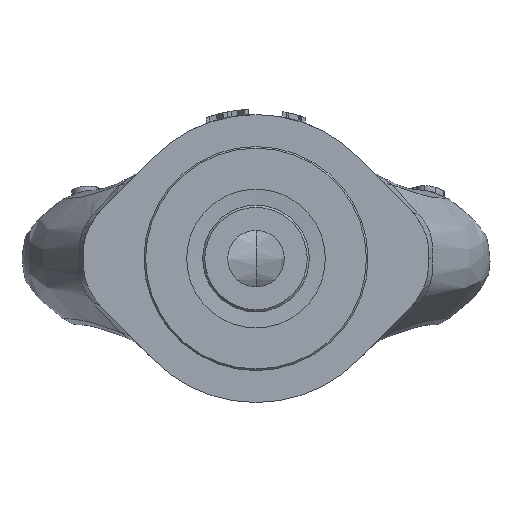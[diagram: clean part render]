
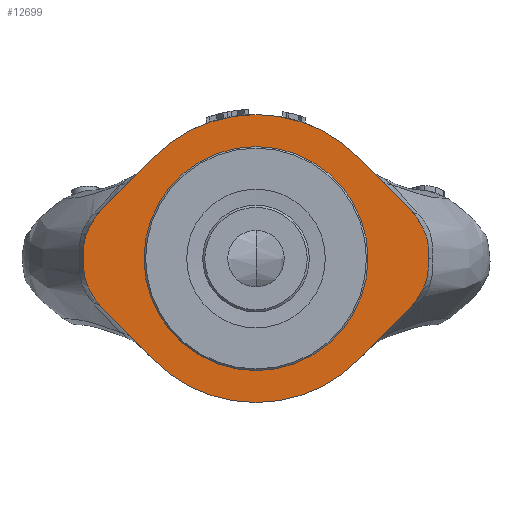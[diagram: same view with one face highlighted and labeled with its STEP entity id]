
A CAD part, front view. The second image highlights one B-rep face of the part: STEP entity #12699.
In plain terms, the highlighted face is planar.
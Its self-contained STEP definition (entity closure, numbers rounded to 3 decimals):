
#358=LINE('',#30824,#1335);
#361=LINE('',#31064,#1338);
#366=LINE('',#31800,#1343);
#369=LINE('',#32059,#1346);
#1335=VECTOR('',#15020,10.);
#1338=VECTOR('',#15031,10.);
#1343=VECTOR('',#15068,10.);
#1346=VECTOR('',#15083,10.);
#2179=PLANE('',#13607);
#2440=FACE_BOUND('',#3611,.T.);
#2850=FACE_OUTER_BOUND('',#3610,.T.);
#3610=EDGE_LOOP('',(#10020,#10021,#10022,#10023,#10024,#10025,#10026,#10027,
#10028,#10029,#10030,#10031,#10032,#10033));
#3611=EDGE_LOOP('',(#10034));
#4494=B_SPLINE_CURVE_WITH_KNOTS('',3,(#30951,#30952,#30953,#30954,#30955,
#30956,#30957,#30958),.UNSPECIFIED.,.F.,.F.,(4,2,2,4),(0.231,
0.314,0.381,0.537),.UNSPECIFIED.);
#4497=B_SPLINE_CURVE_WITH_KNOTS('',3,(#31125,#31126,#31127,#31128,#31129,
#31130,#31131,#31132,#31133,#31134),.UNSPECIFIED.,.F.,.F.,(4,2,2,2,4),(0.,
0.394,0.733,0.822,0.919),
 .UNSPECIFIED.);
#4502=B_SPLINE_CURVE_WITH_KNOTS('',3,(#31940,#31941,#31942,#31943,#31944,
#31945,#31946,#31947),.UNSPECIFIED.,.F.,.F.,(4,2,2,4),(0.231,
0.314,0.381,0.537),.UNSPECIFIED.);
#4507=B_SPLINE_CURVE_WITH_KNOTS('',3,(#32125,#32126,#32127,#32128,#32129,
#32130,#32131,#32132,#32133,#32134),.UNSPECIFIED.,.F.,.F.,(4,2,2,2,4),(0.,
0.394,0.733,0.822,0.919),
 .UNSPECIFIED.);
#4903=CIRCLE('',#13535,21.);
#4933=CIRCLE('',#13579,10.25);
#4935=CIRCLE('',#13582,10.25);
#4942=CIRCLE('',#13595,27.);
#4945=CIRCLE('',#13601,10.25);
#4947=CIRCLE('',#13604,10.25);
#4948=CIRCLE('',#13606,27.);
#5533=VERTEX_POINT('',#26045);
#5568=VERTEX_POINT('',#30821);
#5569=VERTEX_POINT('',#30823);
#5570=VERTEX_POINT('',#30942);
#5572=VERTEX_POINT('',#30946);
#5574=VERTEX_POINT('',#31061);
#5575=VERTEX_POINT('',#31063);
#5576=VERTEX_POINT('',#31124);
#5581=VERTEX_POINT('',#31797);
#5582=VERTEX_POINT('',#31799);
#5584=VERTEX_POINT('',#31937);
#5585=VERTEX_POINT('',#31939);
#5588=VERTEX_POINT('',#32056);
#5589=VERTEX_POINT('',#32058);
#5590=VERTEX_POINT('',#32120);
#7079=EDGE_CURVE('',#5533,#5533,#4903,.T.);
#7138=EDGE_CURVE('',#5568,#5569,#358,.T.);
#7143=EDGE_CURVE('',#5572,#5570,#4494,.F.);
#7148=EDGE_CURVE('',#5574,#5575,#361,.T.);
#7150=EDGE_CURVE('',#5575,#5572,#4933,.T.);
#7151=EDGE_CURVE('',#5576,#5570,#4497,.T.);
#7154=EDGE_CURVE('',#5576,#5568,#4935,.T.);
#7166=EDGE_CURVE('',#5582,#5581,#366,.T.);
#7169=EDGE_CURVE('',#5569,#5581,#4942,.T.);
#7171=EDGE_CURVE('',#5585,#5584,#4502,.F.);
#7178=EDGE_CURVE('',#5589,#5588,#369,.T.);
#7180=EDGE_CURVE('',#5588,#5585,#4945,.T.);
#7183=EDGE_CURVE('',#5590,#5584,#4507,.T.);
#7184=EDGE_CURVE('',#5590,#5582,#4947,.T.);
#7185=EDGE_CURVE('',#5574,#5589,#4948,.T.);
#10020=ORIENTED_EDGE('',*,*,#7185,.T.);
#10021=ORIENTED_EDGE('',*,*,#7178,.T.);
#10022=ORIENTED_EDGE('',*,*,#7180,.T.);
#10023=ORIENTED_EDGE('',*,*,#7171,.T.);
#10024=ORIENTED_EDGE('',*,*,#7183,.F.);
#10025=ORIENTED_EDGE('',*,*,#7184,.T.);
#10026=ORIENTED_EDGE('',*,*,#7166,.T.);
#10027=ORIENTED_EDGE('',*,*,#7169,.F.);
#10028=ORIENTED_EDGE('',*,*,#7138,.F.);
#10029=ORIENTED_EDGE('',*,*,#7154,.F.);
#10030=ORIENTED_EDGE('',*,*,#7151,.T.);
#10031=ORIENTED_EDGE('',*,*,#7143,.F.);
#10032=ORIENTED_EDGE('',*,*,#7150,.F.);
#10033=ORIENTED_EDGE('',*,*,#7148,.F.);
#10034=ORIENTED_EDGE('',*,*,#7079,.T.);
#12699=ADVANCED_FACE('',(#2850,#2440),#2179,.F.);
#13535=AXIS2_PLACEMENT_3D('',#26046,#14935,#14936);
#13579=AXIS2_PLACEMENT_3D('',#31067,#15035,#15036);
#13582=AXIS2_PLACEMENT_3D('',#31709,#15041,#15042);
#13595=AXIS2_PLACEMENT_3D('',#31820,#15072,#15073);
#13601=AXIS2_PLACEMENT_3D('',#32062,#15087,#15088);
#13604=AXIS2_PLACEMENT_3D('',#32200,#15093,#15094);
#13606=AXIS2_PLACEMENT_3D('',#32202,#15097,#15098);
#13607=AXIS2_PLACEMENT_3D('',#32203,#15099,#15100);
#14935=DIRECTION('center_axis',(0.,0.,1.));
#14936=DIRECTION('ref_axis',(1.,0.,0.));
#15020=DIRECTION('',(0.7,-0.714,0.));
#15031=DIRECTION('',(-0.7,-0.714,0.));
#15035=DIRECTION('center_axis',(0.,0.,1.));
#15036=DIRECTION('ref_axis',(1.,0.,0.));
#15041=DIRECTION('center_axis',(0.,0.,1.));
#15042=DIRECTION('ref_axis',(0.714,0.7,0.));
#15068=DIRECTION('',(-0.7,-0.714,0.));
#15072=DIRECTION('center_axis',(0.,0.,1.));
#15073=DIRECTION('ref_axis',(-0.714,0.7,0.));
#15083=DIRECTION('',(0.7,-0.714,0.));
#15087=DIRECTION('center_axis',(0.,0.,-1.));
#15088=DIRECTION('ref_axis',(-1.,0.,0.));
#15093=DIRECTION('center_axis',(0.,0.,-1.));
#15094=DIRECTION('ref_axis',(-0.714,0.7,0.));
#15097=DIRECTION('center_axis',(0.,0.,-1.));
#15098=DIRECTION('ref_axis',(-0.714,-0.7,0.));
#15099=DIRECTION('center_axis',(0.,0.,1.));
#15100=DIRECTION('ref_axis',(1.,0.,0.));
#26045=CARTESIAN_POINT('',(-21.,0.,0.));
#26046=CARTESIAN_POINT('Origin',(0.,0.,0.));
#30821=CARTESIAN_POINT('',(-29.066,-8.929,0.));
#30823=CARTESIAN_POINT('',(-19.272,-18.91,0.));
#30824=CARTESIAN_POINT('',(-29.066,-8.929,0.));
#30942=CARTESIAN_POINT('',(-32.253,0.,0.));
#30946=CARTESIAN_POINT('',(-30.247,7.483,0.));
#30951=CARTESIAN_POINT('Ctrl Pts',(-32.253,0.,
0.));
#30952=CARTESIAN_POINT('Ctrl Pts',(-32.353,1.812,0.));
#30953=CARTESIAN_POINT('Ctrl Pts',(-32.29,2.536,0.));
#30954=CARTESIAN_POINT('Ctrl Pts',(-32.1,3.598,0.));
#30955=CARTESIAN_POINT('Ctrl Pts',(-31.972,4.065,0.));
#30956=CARTESIAN_POINT('Ctrl Pts',(-31.43,5.574,0.));
#30957=CARTESIAN_POINT('Ctrl Pts',(-30.87,6.559,0.));
#30958=CARTESIAN_POINT('Ctrl Pts',(-30.247,7.483,0.));
#31061=CARTESIAN_POINT('',(-19.272,18.91,0.));
#31063=CARTESIAN_POINT('',(-29.066,8.929,0.));
#31064=CARTESIAN_POINT('',(-19.272,18.91,0.));
#31067=CARTESIAN_POINT('Origin',(-21.75,1.75,0.));
#31124=CARTESIAN_POINT('',(-30.247,-7.483,0.));
#31125=CARTESIAN_POINT('Ctrl Pts',(-30.247,-7.483,
0.));
#31126=CARTESIAN_POINT('Ctrl Pts',(-30.982,-6.393,
0.));
#31127=CARTESIAN_POINT('Ctrl Pts',(-31.627,-5.223,
0.));
#31128=CARTESIAN_POINT('Ctrl Pts',(-32.303,-2.868,
0.));
#31129=CARTESIAN_POINT('Ctrl Pts',(-32.316,-2.031,
0.));
#31130=CARTESIAN_POINT('Ctrl Pts',(-32.297,-1.059,
0.));
#31131=CARTESIAN_POINT('Ctrl Pts',(-32.291,-0.857,
0.));
#31132=CARTESIAN_POINT('Ctrl Pts',(-32.275,-0.435,
0.));
#31133=CARTESIAN_POINT('Ctrl Pts',(-32.265,-0.218,
0.));
#31134=CARTESIAN_POINT('Ctrl Pts',(-32.253,0.,
0.));
#31709=CARTESIAN_POINT('Origin',(-21.75,-1.75,0.));
#31797=CARTESIAN_POINT('',(19.272,-18.91,0.));
#31799=CARTESIAN_POINT('',(29.066,-8.929,0.));
#31800=CARTESIAN_POINT('',(29.066,-8.929,0.));
#31820=CARTESIAN_POINT('Origin',(0.,0.,0.));
#31937=CARTESIAN_POINT('',(32.253,0.,0.));
#31939=CARTESIAN_POINT('',(30.247,7.483,0.));
#31940=CARTESIAN_POINT('Ctrl Pts',(32.253,0.,
0.));
#31941=CARTESIAN_POINT('Ctrl Pts',(32.353,1.812,0.));
#31942=CARTESIAN_POINT('Ctrl Pts',(32.29,2.536,0.));
#31943=CARTESIAN_POINT('Ctrl Pts',(32.1,3.598,0.));
#31944=CARTESIAN_POINT('Ctrl Pts',(31.972,4.065,0.));
#31945=CARTESIAN_POINT('Ctrl Pts',(31.43,5.574,0.));
#31946=CARTESIAN_POINT('Ctrl Pts',(30.87,6.559,0.));
#31947=CARTESIAN_POINT('Ctrl Pts',(30.247,7.483,0.));
#32056=CARTESIAN_POINT('',(29.066,8.929,0.));
#32058=CARTESIAN_POINT('',(19.272,18.91,0.));
#32059=CARTESIAN_POINT('',(19.272,18.91,0.));
#32062=CARTESIAN_POINT('Origin',(21.75,1.75,0.));
#32120=CARTESIAN_POINT('',(30.247,-7.483,0.));
#32125=CARTESIAN_POINT('Ctrl Pts',(30.247,-7.483,0.));
#32126=CARTESIAN_POINT('Ctrl Pts',(30.982,-6.393,0.));
#32127=CARTESIAN_POINT('Ctrl Pts',(31.627,-5.223,0.));
#32128=CARTESIAN_POINT('Ctrl Pts',(32.303,-2.868,0.));
#32129=CARTESIAN_POINT('Ctrl Pts',(32.316,-2.031,0.));
#32130=CARTESIAN_POINT('Ctrl Pts',(32.297,-1.059,0.));
#32131=CARTESIAN_POINT('Ctrl Pts',(32.291,-0.857,0.));
#32132=CARTESIAN_POINT('Ctrl Pts',(32.275,-0.435,
0.));
#32133=CARTESIAN_POINT('Ctrl Pts',(32.265,-0.218,
0.));
#32134=CARTESIAN_POINT('Ctrl Pts',(32.253,0.,
0.));
#32200=CARTESIAN_POINT('Origin',(21.75,-1.75,0.));
#32202=CARTESIAN_POINT('Origin',(0.,0.,0.));
#32203=CARTESIAN_POINT('Origin',(0.,0.,
0.));
